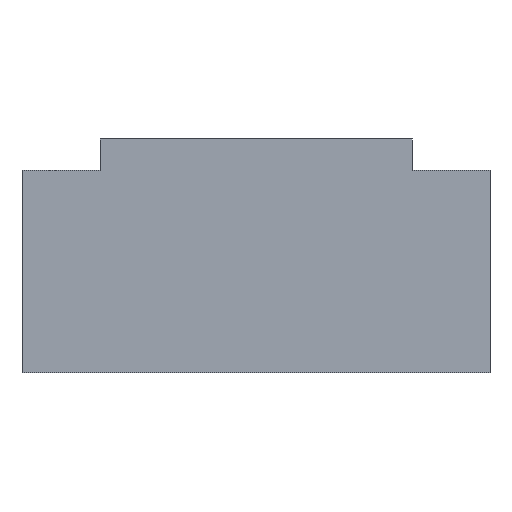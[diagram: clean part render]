
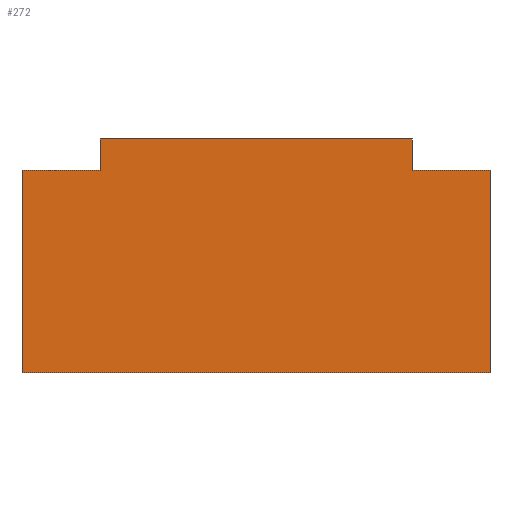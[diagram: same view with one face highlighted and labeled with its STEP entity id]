
A CAD part, left-side view. The second image highlights one B-rep face of the part: STEP entity #272.
In plain terms, the highlighted planar face has unit normal (-1, 0, 0).
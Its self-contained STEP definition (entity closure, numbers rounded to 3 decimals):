
#56=CARTESIAN_POINT('Line Origine',(13.,26.,17.)) ;
#60=CARTESIAN_POINT('Vertex',(13.,36.,17.)) ;
#62=CARTESIAN_POINT('Vertex',(13.,16.,17.)) ;
#100=CARTESIAN_POINT('Vertex',(13.,11.,2.)) ;
#105=CARTESIAN_POINT('Line Origine',(13.,26.,2.)) ;
#109=CARTESIAN_POINT('Vertex',(13.,41.,2.)) ;
#140=CARTESIAN_POINT('Vertex',(13.,11.,15.)) ;
#145=CARTESIAN_POINT('Line Origine',(13.,11.,8.5)) ;
#218=CARTESIAN_POINT('Vertex',(13.,41.,15.)) ;
#221=CARTESIAN_POINT('Line Origine',(13.,41.,8.5)) ;
#233=CARTESIAN_POINT('Axis2P3D Location',(13.,11.,17.)) ;
#238=CARTESIAN_POINT('Line Origine',(13.,36.,16.)) ;
#242=CARTESIAN_POINT('Vertex',(13.,36.,15.)) ;
#245=CARTESIAN_POINT('Line Origine',(13.,38.5,15.)) ;
#250=CARTESIAN_POINT('Line Origine',(13.,13.5,15.)) ;
#254=CARTESIAN_POINT('Vertex',(13.,16.,15.)) ;
#257=CARTESIAN_POINT('Line Origine',(13.,16.,16.)) ;
#58=VECTOR('Line Direction',#57,1.) ;
#107=VECTOR('Line Direction',#106,1.) ;
#147=VECTOR('Line Direction',#146,1.) ;
#223=VECTOR('Line Direction',#222,1.) ;
#240=VECTOR('Line Direction',#239,1.) ;
#247=VECTOR('Line Direction',#246,1.) ;
#252=VECTOR('Line Direction',#251,1.) ;
#259=VECTOR('Line Direction',#258,1.) ;
#57=DIRECTION('Vector Direction',(0.,1.,0.)) ;
#106=DIRECTION('Vector Direction',(0.,1.,0.)) ;
#146=DIRECTION('Vector Direction',(0.,0.,-1.)) ;
#222=DIRECTION('Vector Direction',(0.,0.,-1.)) ;
#234=DIRECTION('Axis2P3D Direction',(-1.,0.,0.)) ;
#235=DIRECTION('Axis2P3D XDirection',(0.,1.,0.)) ;
#239=DIRECTION('Vector Direction',(0.,0.,-1.)) ;
#246=DIRECTION('Vector Direction',(0.,1.,0.)) ;
#251=DIRECTION('Vector Direction',(0.,1.,0.)) ;
#258=DIRECTION('Vector Direction',(0.,0.,-1.)) ;
#236=AXIS2_PLACEMENT_3D('Plane Axis2P3D',#233,#234,#235) ;
#59=LINE('Line',#56,#58) ;
#108=LINE('Line',#105,#107) ;
#148=LINE('Line',#145,#147) ;
#224=LINE('Line',#221,#223) ;
#241=LINE('Line',#238,#240) ;
#248=LINE('Line',#245,#247) ;
#253=LINE('Line',#250,#252) ;
#260=LINE('Line',#257,#259) ;
#237=PLANE('',#236) ;
#64=EDGE_CURVE('',#61,#63,#59,.F.) ;
#111=EDGE_CURVE('',#101,#110,#108,.T.) ;
#149=EDGE_CURVE('',#141,#101,#148,.T.) ;
#225=EDGE_CURVE('',#219,#110,#224,.T.) ;
#244=EDGE_CURVE('',#61,#243,#241,.T.) ;
#249=EDGE_CURVE('',#243,#219,#248,.T.) ;
#256=EDGE_CURVE('',#141,#255,#253,.T.) ;
#261=EDGE_CURVE('',#63,#255,#260,.T.) ;
#263=ORIENTED_EDGE('',*,*,#64,.F.) ;
#264=ORIENTED_EDGE('',*,*,#244,.T.) ;
#265=ORIENTED_EDGE('',*,*,#249,.T.) ;
#266=ORIENTED_EDGE('',*,*,#225,.T.) ;
#267=ORIENTED_EDGE('',*,*,#111,.F.) ;
#268=ORIENTED_EDGE('',*,*,#149,.F.) ;
#269=ORIENTED_EDGE('',*,*,#256,.T.) ;
#270=ORIENTED_EDGE('',*,*,#261,.F.) ;
#262=EDGE_LOOP('',(#263,#264,#265,#266,#267,#268,#269,#270)) ;
#61=VERTEX_POINT('',#60) ;
#63=VERTEX_POINT('',#62) ;
#101=VERTEX_POINT('',#100) ;
#110=VERTEX_POINT('',#109) ;
#141=VERTEX_POINT('',#140) ;
#219=VERTEX_POINT('',#218) ;
#243=VERTEX_POINT('',#242) ;
#255=VERTEX_POINT('',#254) ;
#272=ADVANCED_FACE('Corps principal',(#271),#237,.T.) ;
#271=FACE_OUTER_BOUND('',#262,.T.) ;
